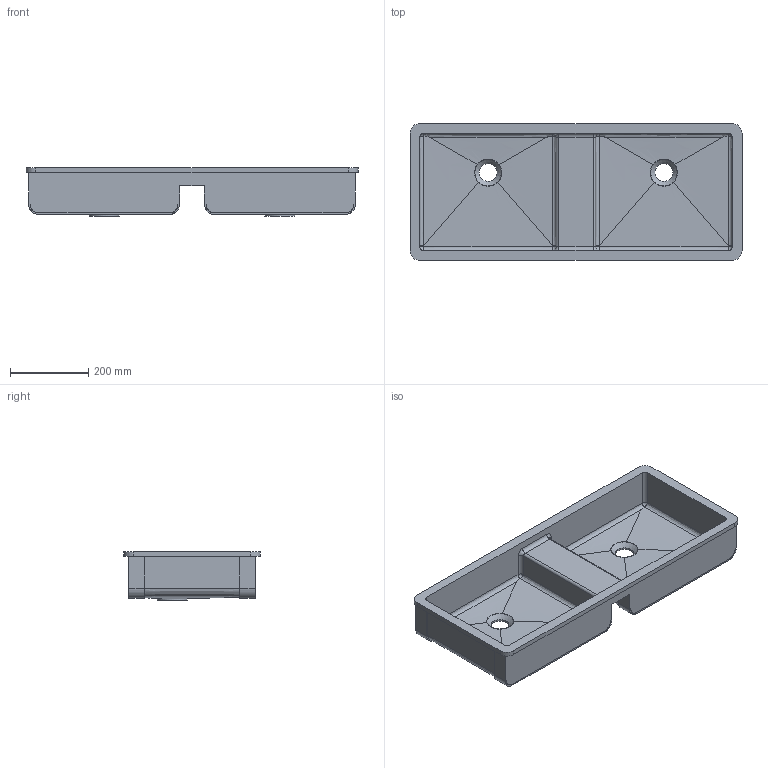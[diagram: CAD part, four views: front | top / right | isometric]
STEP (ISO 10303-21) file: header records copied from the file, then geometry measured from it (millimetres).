
FILE_DESCRIPTION(/* description */ (''),/* implementation_level */ '2;1');
FILE_NAME(/* name */ '135-1',/* time_stamp */ '2021-07-29T09:04:43+08:00',/* author */ (''),/* organization */ (''),/* preprocessor_version */ 'ST-DEVELOPER v9',/* originating_system */ 'UGS - NX 4.0',/* authorisation */ '');
FILE_SCHEMA (('CONFIG_CONTROL_DESIGN'));
Length unit declared in the file: millimetre
Products named in the file (1): Admi91F1zchd
Bounding box: 850 x 350 x 124 mm (x, y, z)
Volume: 7195877.2 mm3; surface area: 1142253.3 mm2
Topology: 1 solids, 17 shells, 158 faces, 370 edges, 232 vertices
Faces by surface type: bspline 56, plane 44, extrusion 24, cylinder 20, sphere 8, torus 4, cone 2
Full cylindrical faces by diameter (mm): 46 x2, 77 x2
Entity records: 8695 total; most frequent: CARTESIAN_POINT 5556, ORIENTED_EDGE 752, DIRECTION 402, EDGE_CURVE 376, B_SPLINE_CURVE_WITH_KNOTS 236, VERTEX_POINT 228, EDGE_LOOP 170, ADVANCED_FACE 158
